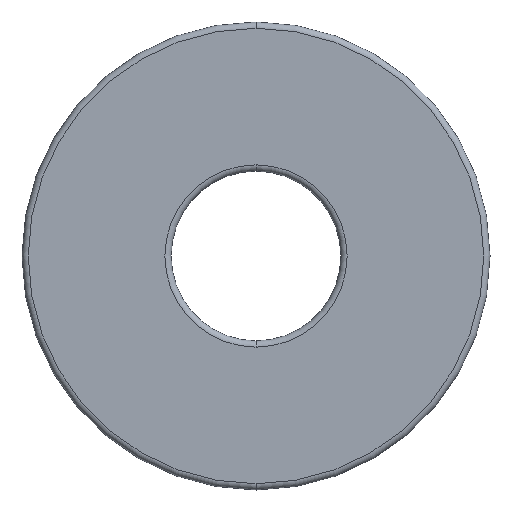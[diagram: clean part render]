
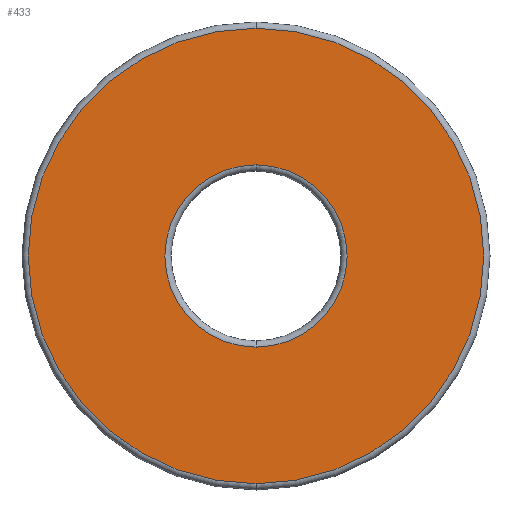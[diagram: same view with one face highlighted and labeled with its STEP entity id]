
A CAD part, front view. The second image highlights one B-rep face of the part: STEP entity #433.
In plain terms, the highlighted planar face has unit normal (0, -1, 0).
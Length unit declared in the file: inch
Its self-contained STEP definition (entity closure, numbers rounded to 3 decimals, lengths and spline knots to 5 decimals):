
#62 = CIRCLE ( 'NONE', #219, 0.1825 ) ;
#63 = FACE_BOUND ( 'NONE', #401, .T. ) ;
#64 = DIRECTION ( 'NONE',  ( 0., 0., 1. ) ) ;
#75 = DIRECTION ( 'NONE',  ( 0., -1., 0. ) ) ;
#78 = VERTEX_POINT ( 'NONE', #180 ) ;
#87 = DIRECTION ( 'NONE',  ( 0., -1., 0. ) ) ;
#107 = CIRCLE ( 'NONE', #225, 0.073 ) ;
#109 = AXIS2_PLACEMENT_3D ( 'NONE', #458, #333, #362 ) ;
#123 = CIRCLE ( 'NONE', #233, 0.1825 ) ;
#137 = FACE_OUTER_BOUND ( 'NONE', #442, .T. ) ;
#138 = CIRCLE ( 'NONE', #164, 0.073 ) ;
#149 = VERTEX_POINT ( 'NONE', #289 ) ;
#164 = AXIS2_PLACEMENT_3D ( 'NONE', #390, #358, #364 ) ;
#175 = CARTESIAN_POINT ( 'NONE',  ( 0., -0.0625, 0. ) ) ;
#180 = CARTESIAN_POINT ( 'NONE',  ( 0., -0.0625, 0.1825 ) ) ;
#193 = DIRECTION ( 'NONE',  ( 0., 0., 1. ) ) ;
#216 = DIRECTION ( 'NONE',  ( 0., 1., 0. ) ) ;
#219 = AXIS2_PLACEMENT_3D ( 'NONE', #175, #87, #193 ) ;
#225 = AXIS2_PLACEMENT_3D ( 'NONE', #424, #216, #64 ) ;
#233 = AXIS2_PLACEMENT_3D ( 'NONE', #418, #75, #326 ) ;
#289 = CARTESIAN_POINT ( 'NONE',  ( 0., -0.0625, -0.073 ) ) ;
#296 = PLANE ( 'NONE',  #109 ) ;
#301 = EDGE_CURVE ( 'NONE', #376, #78, #62, .T. ) ;
#319 = EDGE_CURVE ( 'NONE', #78, #376, #123, .T. ) ;
#321 = EDGE_CURVE ( 'NONE', #456, #149, #107, .T. ) ;
#324 = CARTESIAN_POINT ( 'NONE',  ( 0., -0.0625, -0.1825 ) ) ;
#326 = DIRECTION ( 'NONE',  ( 0., 0., 1. ) ) ;
#331 = EDGE_CURVE ( 'NONE', #149, #456, #138, .T. ) ;
#333 = DIRECTION ( 'NONE',  ( 0., 1., 0. ) ) ;
#358 = DIRECTION ( 'NONE',  ( 0., 1., 0. ) ) ;
#362 = DIRECTION ( 'NONE',  ( 0., 0., 1. ) ) ;
#364 = DIRECTION ( 'NONE',  ( 0., 0., 1. ) ) ;
#367 = ORIENTED_EDGE ( 'NONE', *, *, #321, .T. ) ;
#376 = VERTEX_POINT ( 'NONE', #324 ) ;
#381 = CARTESIAN_POINT ( 'NONE',  ( 0., -0.0625, 0.073 ) ) ;
#386 = ORIENTED_EDGE ( 'NONE', *, *, #301, .T. ) ;
#390 = CARTESIAN_POINT ( 'NONE',  ( 0., -0.0625, 0. ) ) ;
#401 = EDGE_LOOP ( 'NONE', ( #367, #417 ) ) ;
#417 = ORIENTED_EDGE ( 'NONE', *, *, #331, .T. ) ;
#418 = CARTESIAN_POINT ( 'NONE',  ( 0., -0.0625, 0. ) ) ;
#424 = CARTESIAN_POINT ( 'NONE',  ( 0., -0.0625, 0. ) ) ;
#433 = ADVANCED_FACE ( 'NONE', ( #137, #63 ), #296, .F. ) ;
#442 = EDGE_LOOP ( 'NONE', ( #445, #386 ) ) ;
#445 = ORIENTED_EDGE ( 'NONE', *, *, #319, .T. ) ;
#456 = VERTEX_POINT ( 'NONE', #381 ) ;
#458 = CARTESIAN_POINT ( 'NONE',  ( 0., -0.0625, 0. ) ) ;
